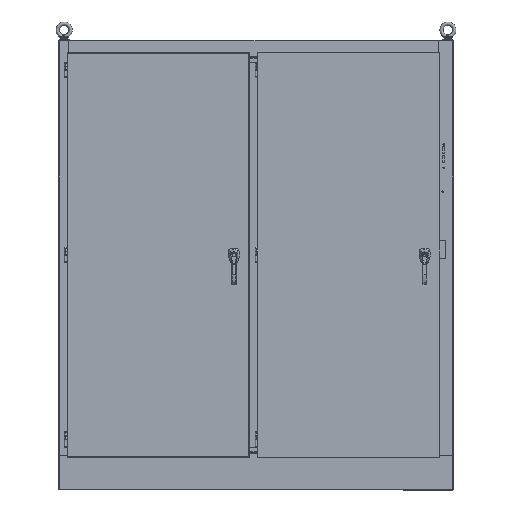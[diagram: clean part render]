
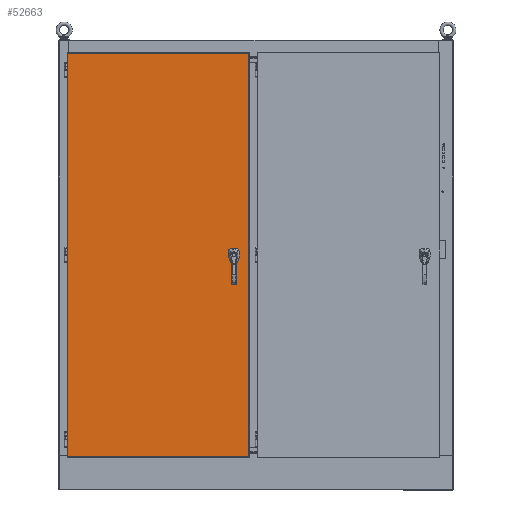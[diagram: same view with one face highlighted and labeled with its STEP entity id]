
A CAD part, top view. The second image highlights one B-rep face of the part: STEP entity #52663.
In plain terms, the highlighted face is planar.
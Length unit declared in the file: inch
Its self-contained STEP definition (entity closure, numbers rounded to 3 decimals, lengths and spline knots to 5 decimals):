
#4480 = DIRECTION ( 'NONE',  ( 0., 1., 0. ) ) ;
#5522 = VERTEX_POINT ( 'NONE', #64706 ) ;
#5551 = CARTESIAN_POINT ( 'NONE',  ( 38.03008, -25.36831, 87.5299 ) ) ;
#6409 = PLANE ( 'NONE',  #24091 ) ;
#9467 = DIRECTION ( 'NONE',  ( 0., 0., -1. ) ) ;
#13488 = EDGE_CURVE ( 'NONE', #5522, #64755, #33454, .T. ) ;
#21854 = VERTEX_POINT ( 'NONE', #143328 ) ;
#22707 = VECTOR ( 'NONE', #60330, 39.37008 ) ;
#24091 = AXIS2_PLACEMENT_3D ( 'NONE', #129906, #4480, #39964 ) ;
#32876 = DIRECTION ( 'NONE',  ( 1., 0., 0. ) ) ;
#33454 = LINE ( 'NONE', #105202, #22707 ) ;
#39964 = DIRECTION ( 'NONE',  ( -1., 0., 0. ) ) ;
#43511 = CARTESIAN_POINT ( 'NONE',  ( 1.52966, -25.36831, 87.5299 ) ) ;
#46431 = LINE ( 'NONE', #123410, #103591 ) ;
#52663 = ADVANCED_FACE ( 'NONE', ( #75602 ), #6409, .F. ) ;
#59020 = VERTEX_POINT ( 'NONE', #5551 ) ;
#60330 = DIRECTION ( 'NONE',  ( 1., 0., 0. ) ) ;
#64706 = CARTESIAN_POINT ( 'NONE',  ( 1.52966, -25.36831, 6.40531 ) ) ;
#64755 = VERTEX_POINT ( 'NONE', #114690 ) ;
#68214 = ORIENTED_EDGE ( 'NONE', *, *, #122908, .T. ) ;
#75602 = FACE_OUTER_BOUND ( 'NONE', #108192, .T. ) ;
#87308 = DIRECTION ( 'NONE',  ( 0., 0., -1. ) ) ;
#89513 = ORIENTED_EDGE ( 'NONE', *, *, #113495, .F. ) ;
#95111 = ORIENTED_EDGE ( 'NONE', *, *, #141878, .F. ) ;
#103591 = VECTOR ( 'NONE', #9467, 39.37008 ) ;
#104342 = VECTOR ( 'NONE', #87308, 39.37008 ) ;
#105202 = CARTESIAN_POINT ( 'NONE',  ( 1.52966, -25.36831, 6.40531 ) ) ;
#108192 = EDGE_LOOP ( 'NONE', ( #89513, #68214, #137495, #95111 ) ) ;
#113495 = EDGE_CURVE ( 'NONE', #21854, #59020, #140742, .T. ) ;
#114690 = CARTESIAN_POINT ( 'NONE',  ( 38.03008, -25.36831, 6.40531 ) ) ;
#122908 = EDGE_CURVE ( 'NONE', #21854, #5522, #140050, .T. ) ;
#123410 = CARTESIAN_POINT ( 'NONE',  ( 38.03008, -25.36831, 87.5299 ) ) ;
#129906 = CARTESIAN_POINT ( 'NONE',  ( 0., -25.36831, 0. ) ) ;
#131806 = CARTESIAN_POINT ( 'NONE',  ( 1.52966, -25.36831, 87.5299 ) ) ;
#131861 = VECTOR ( 'NONE', #32876, 39.37008 ) ;
#137495 = ORIENTED_EDGE ( 'NONE', *, *, #13488, .T. ) ;
#140050 = LINE ( 'NONE', #131806, #104342 ) ;
#140742 = LINE ( 'NONE', #43511, #131861 ) ;
#141878 = EDGE_CURVE ( 'NONE', #59020, #64755, #46431, .T. ) ;
#143328 = CARTESIAN_POINT ( 'NONE',  ( 1.52966, -25.36831, 87.5299 ) ) ;
